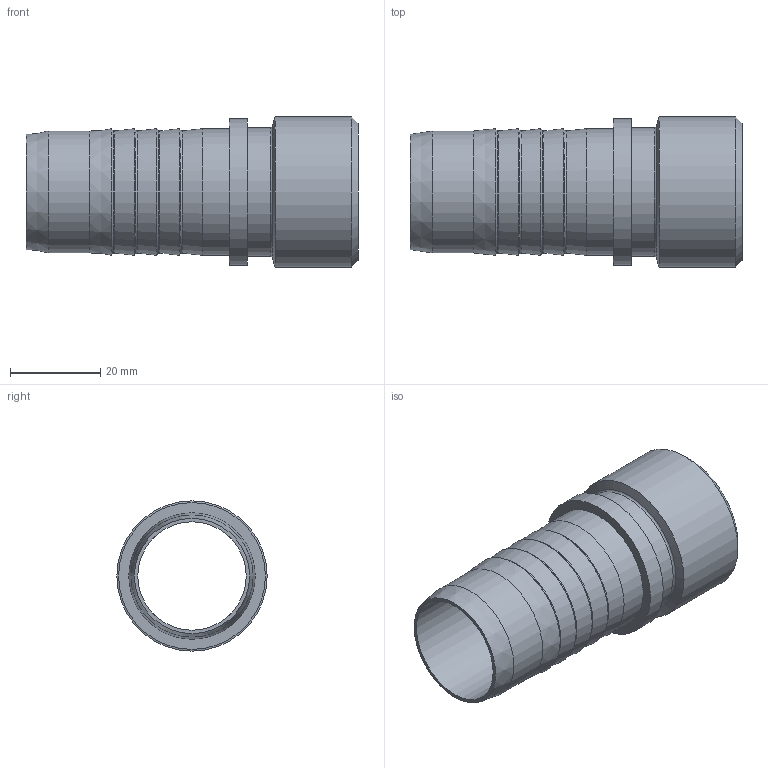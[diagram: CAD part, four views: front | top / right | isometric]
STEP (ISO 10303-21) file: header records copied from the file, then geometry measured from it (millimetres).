
FILE_DESCRIPTION(/* description */ ('EINSCHRAUBTÜLLE G1"'),/* implementation_level */ '2;1');
FILE_NAME(/* name */ 'mstp-x25t.stp',/* time_stamp */ '2020-04-21T08:34:27+02:00',/* author */ ('schnellinger'),/* organization */ (''),/* preprocessor_version */ 'ST-DEVELOPER v17',/* originating_system */ 'Autodesk Inventor 2018',/* authorisation */ '16111,41 mm^3');
FILE_SCHEMA (('AUTOMOTIVE_DESIGN { 1 0 10303 214 3 1 1 }'));
Length unit declared in the file: millimetre
Products named in the file (1): MSTP-X25T-F
Bounding box: 73.5 x 33.25 x 33.25 mm (x, y, z)
Volume: 16111.4 mm3; surface area: 13300.1 mm2
Topology: 1 solids, 1 shells, 28 faces, 87 edges, 63 vertices
Faces by surface type: cone 13, cylinder 6, torus 5, plane 4
Full cylindrical faces by diameter (mm): 24 x1, 27 x1, 28 x1, 28.5 x1, 32.5 x1, 33.249 x1
Entity records: 1117 total; most frequent: DIRECTION 213, CARTESIAN_POINT 179, ORIENTED_EDGE 174, AXIS2_PLACEMENT_3D 97, EDGE_CURVE 87, CIRCLE 68, VERTEX_POINT 63, EDGE_LOOP 32
